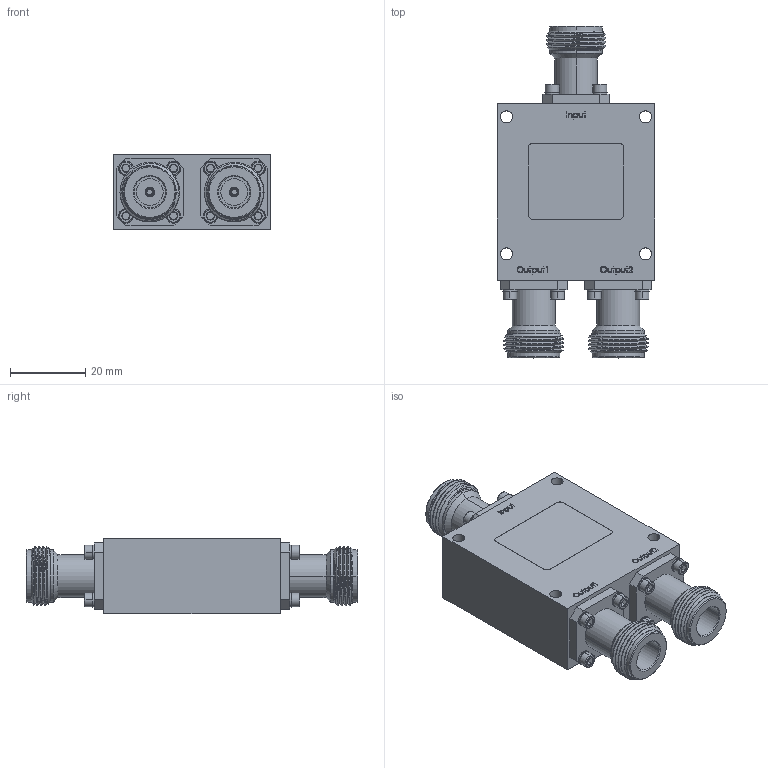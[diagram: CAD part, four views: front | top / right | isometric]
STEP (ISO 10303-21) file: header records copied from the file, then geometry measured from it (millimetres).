
FILE_DESCRIPTION (( 'STEP AP214' ), '1' );
FILE_NAME ('PE20DV1049-FMDV1049.step', '2020-05-18T18:51:35', ( '' ), ( '' ), 'SwSTEP 2.0', 'SolidWorks 2018', '' );
FILE_SCHEMA (( 'AUTOMOTIVE_DESIGN' ));
Length unit declared in the file: inch
Products named in the file (1): PE20DV1049-FMDV1049
Bounding box: 42 x 88.42 x 20.05 mm (x, y, z)
Volume: 47005.1 mm3; surface area: 13219 mm2
Topology: 1 solids, 1 shells, 768 faces, 1872 edges, 1176 vertices
Faces by surface type: plane 377, cone 177, cylinder 123, bspline 91
Entity records: 30555 total; most frequent: CARTESIAN_POINT 13136, ORIENTED_EDGE 3744, DIRECTION 3346, EDGE_CURVE 1872, VERTEX_POINT 1176, AXIS2_PLACEMENT_3D 1152, LINE 1042, VECTOR 1042
